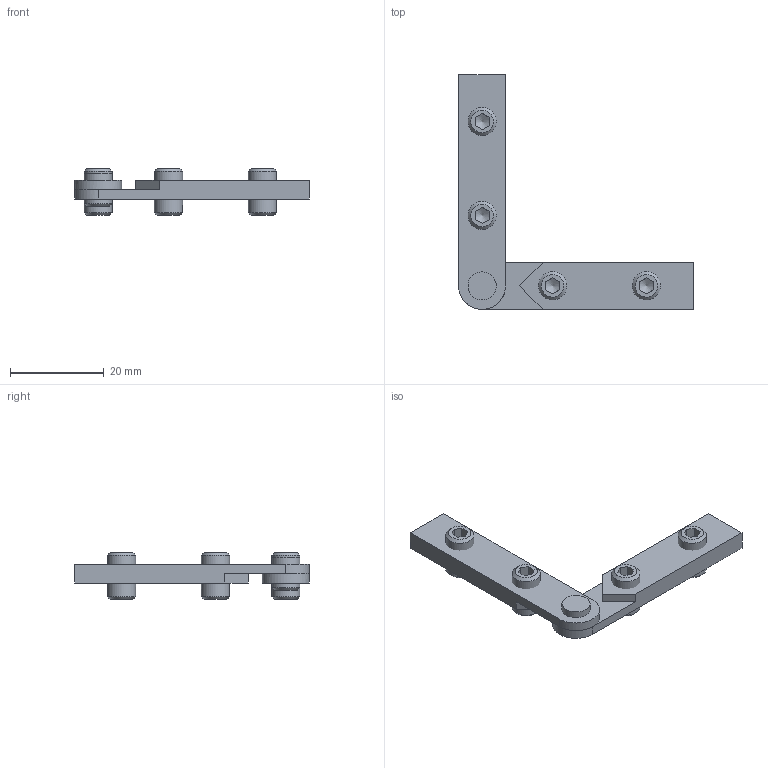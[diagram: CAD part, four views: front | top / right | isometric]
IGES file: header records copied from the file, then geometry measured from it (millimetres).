
Global section: file name: 321291; native system: Autodesk Inventor 2021; preprocessor: unknown; author: Mrówczyńska,,; organization: 11; date: 20221006.080242; units: millimetre
Bounding box: 50 x 50 x 10 mm (x, y, z)
Volume: 4100.2 mm3; surface area: 4133.8 mm2
Topology: 7 solids, 7 shells, 80 faces, 197 edges, 133 vertices
Faces by surface type: bspline 80
